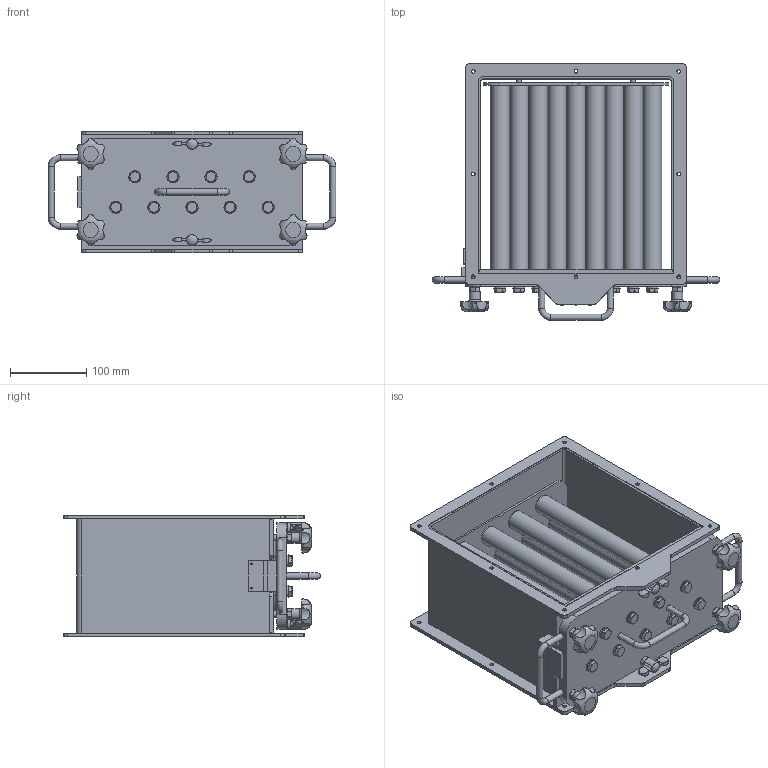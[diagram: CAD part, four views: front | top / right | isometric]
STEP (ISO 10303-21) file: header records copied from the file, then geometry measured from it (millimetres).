
FILE_DESCRIPTION(/* description */ (''),/* implementation_level */ '2;1');
FILE_NAME(/* name */ 'SECFP25030.stp',/* time_stamp */ '2023-06-21T15:25:11+02:00',/* author */ ('dk'),/* organization */ (''),/* preprocessor_version */ 'ST-DEVELOPER v18.1',/* originating_system */ 'Autodesk Inventor 2021',/* authorisation */ '');
FILE_SCHEMA (('AUTOMOTIVE_DESIGN { 1 0 10303 214 3 1 1 }'));
Length unit declared in the file: millimetre
Products named in the file (1): Part9
Bounding box: 378 x 337 x 160 mm (x, y, z)
Volume: 1458365.3 mm3; surface area: 940169.2 mm2
Topology: 5 solids, 22 shells, 814 faces, 1887 edges, 1192 vertices
Faces by surface type: plane 313, cylinder 306, cone 123, torus 66, bspline 4, sphere 2
Full cylindrical faces by diameter (mm): 2.459 x4, 4.917 x16, 6 x4, 6.2 x2, 6.647 x13, 7 x2, 7.323 x9, 8 x26, 8.4 x9, 8.5 x9, 10 x4, 11.4 x9, 14 x6, 16 x9, 24 x9, 25 x27
Entity records: 25598 total; most frequent: CARTESIAN_POINT 6128, DIRECTION 3997, ORIENTED_EDGE 3762, EDGE_CURVE 1881, AXIS2_PLACEMENT_3D 1613, VERTEX_POINT 1192, EDGE_LOOP 985, STYLED_ITEM 819
